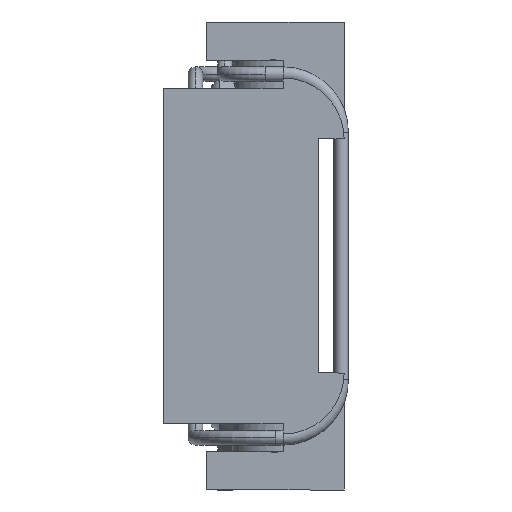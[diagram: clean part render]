
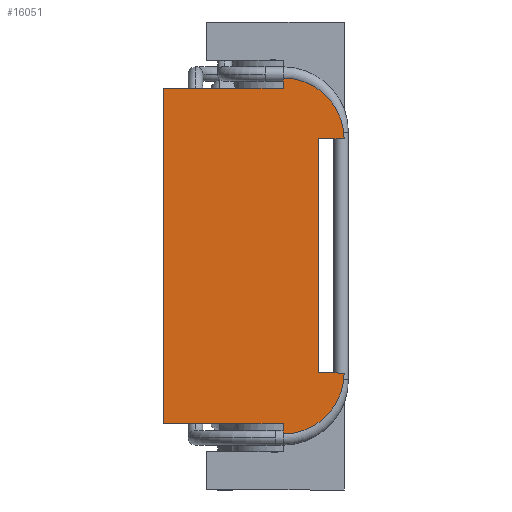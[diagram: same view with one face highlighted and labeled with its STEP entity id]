
A CAD part, left-side view. The second image highlights one B-rep face of the part: STEP entity #16051.
In plain terms, the highlighted planar face has unit normal (-1, 0, 0).
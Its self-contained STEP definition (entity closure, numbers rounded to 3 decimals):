
#96 = LINE ( 'NONE', #97, #14114 ) ;
#97 = CARTESIAN_POINT ( 'NONE',  ( -11.684, 3.048, 8.89 ) ) ;
#98 = DIRECTION ( 'NONE',  ( 0., 0., 1. ) ) ;
#1612 = CARTESIAN_POINT ( 'NONE',  ( -11.684, 3.048, 8.89 ) ) ;
#1618 = CARTESIAN_POINT ( 'NONE',  ( -11.684, 3.048, 8.382 ) ) ;
#1654 = CARTESIAN_POINT ( 'NONE',  ( -11.684, 1.27, -5.842 ) ) ;
#1666 = CARTESIAN_POINT ( 'NONE',  ( -11.684, 0., -5.842 ) ) ;
#1669 = CARTESIAN_POINT ( 'NONE',  ( -11.684, 3.048, -8.89 ) ) ;
#1670 = CARTESIAN_POINT ( 'NONE',  ( -11.684, 3.048, -8.382 ) ) ;
#1716 = CARTESIAN_POINT ( 'NONE',  ( -11.684, 1.27, 5.842 ) ) ;
#1732 = CARTESIAN_POINT ( 'NONE',  ( -11.684, 0., 5.842 ) ) ;
#1734 = CARTESIAN_POINT ( 'NONE',  ( -11.684, 9.017, 8.382 ) ) ;
#1735 = CARTESIAN_POINT ( 'NONE',  ( -11.684, 9.017, -8.382 ) ) ;
#3447 = LINE ( 'NONE', #3448, #13959 ) ;
#3448 = CARTESIAN_POINT ( 'NONE',  ( -11.684, 0., -5.842 ) ) ;
#3449 = DIRECTION ( 'NONE',  ( 0., 1., 0. ) ) ;
#3450 = LINE ( 'NONE', #3451, #13958 ) ;
#3451 = CARTESIAN_POINT ( 'NONE',  ( -11.684, 1.27, 5.842 ) ) ;
#3452 = DIRECTION ( 'NONE',  ( 0., 0., 1. ) ) ;
#3548 = CARTESIAN_POINT ( 'NONE',  ( -11.684, 3.048, 5.842 ) ) ;
#3549 = DIRECTION ( 'NONE',  ( 1., 0., 0. ) ) ;
#3550 = DIRECTION ( 'NONE',  ( 0., 0., -1. ) ) ;
#3869 = EDGE_LOOP ( 'NONE', ( #17232, #17233, #17234, #17231, #17235, #17236, #17237, #17238, #17239, #17240 ) ) ;
#4054 = LINE ( 'NONE', #4055, #13981 ) ;
#4055 = CARTESIAN_POINT ( 'NONE',  ( -11.684, 0., 5.842 ) ) ;
#4056 = DIRECTION ( 'NONE',  ( 0., -1., 0. ) ) ;
#4089 = CARTESIAN_POINT ( 'NONE',  ( -11.684, 3.048, -5.842 ) ) ;
#4093 = DIRECTION ( 'NONE',  ( 1., 0., 0. ) ) ;
#4094 = DIRECTION ( 'NONE',  ( 0., 0., 1. ) ) ;
#4425 = LINE ( 'NONE', #4426, #13979 ) ;
#4426 = CARTESIAN_POINT ( 'NONE',  ( -11.684, 3.048, -8.89 ) ) ;
#4427 = DIRECTION ( 'NONE',  ( 0., 0., 1. ) ) ;
#5264 = VECTOR ( 'NONE', #6205, 1000. ) ;
#5266 = VECTOR ( 'NONE', #6211, 1000. ) ;
#5274 = VECTOR ( 'NONE', #6238, 1000. ) ;
#6203 = LINE ( 'NONE', #6204, #5264 ) ;
#6204 = CARTESIAN_POINT ( 'NONE',  ( -11.684, 9.017, -8.382 ) ) ;
#6205 = DIRECTION ( 'NONE',  ( 0., 0., 1. ) ) ;
#6209 = LINE ( 'NONE', #6210, #5266 ) ;
#6210 = CARTESIAN_POINT ( 'NONE',  ( -11.684, 9.017, -8.382 ) ) ;
#6211 = DIRECTION ( 'NONE',  ( 0., -1., 0. ) ) ;
#6236 = LINE ( 'NONE', #6237, #5274 ) ;
#6237 = CARTESIAN_POINT ( 'NONE',  ( -11.684, 9.017, 8.382 ) ) ;
#6238 = DIRECTION ( 'NONE',  ( 0., -1., 0. ) ) ;
#10291 = PLANE ( 'NONE',  #10456 ) ;
#10292 = CARTESIAN_POINT ( 'NONE',  ( -11.684, 9.017, -8.382 ) ) ;
#10293 = DIRECTION ( 'NONE',  ( 1., 0., 0. ) ) ;
#10294 = DIRECTION ( 'NONE',  ( 0., 0., -1. ) ) ;
#10453 = FACE_OUTER_BOUND ( 'NONE', #3869, .T. ) ;
#10456 = AXIS2_PLACEMENT_3D ( 'NONE', #10292, #10293, #10294 ) ;
#10844 = VERTEX_POINT ( 'NONE', #1612 ) ;
#10850 = VERTEX_POINT ( 'NONE', #1618 ) ;
#10886 = VERTEX_POINT ( 'NONE', #1654 ) ;
#10898 = VERTEX_POINT ( 'NONE', #1666 ) ;
#10901 = VERTEX_POINT ( 'NONE', #1669 ) ;
#10902 = VERTEX_POINT ( 'NONE', #1670 ) ;
#10948 = VERTEX_POINT ( 'NONE', #1716 ) ;
#10964 = VERTEX_POINT ( 'NONE', #1732 ) ;
#10966 = VERTEX_POINT ( 'NONE', #1734 ) ;
#10967 = VERTEX_POINT ( 'NONE', #1735 ) ;
#11521 = EDGE_CURVE ( 'NONE', #10850, #10844, #96, .T. ) ;
#11900 = CIRCLE ( 'NONE', #13952, 3.048 ) ;
#11904 = CIRCLE ( 'NONE', #14004, 3.048 ) ;
#12125 = EDGE_CURVE ( 'NONE', #10898, #10886, #3447, .T. ) ;
#12128 = EDGE_CURVE ( 'NONE', #10886, #10948, #3450, .T. ) ;
#12174 = EDGE_CURVE ( 'NONE', #10844, #10964, #11900, .T. ) ;
#12326 = EDGE_CURVE ( 'NONE', #10948, #10964, #4054, .T. ) ;
#12377 = EDGE_CURVE ( 'NONE', #10898, #10901, #11904, .T. ) ;
#12539 = EDGE_CURVE ( 'NONE', #10901, #10902, #4425, .T. ) ;
#13670 = EDGE_CURVE ( 'NONE', #10967, #10966, #6203, .T. ) ;
#13672 = EDGE_CURVE ( 'NONE', #10967, #10902, #6209, .T. ) ;
#13681 = EDGE_CURVE ( 'NONE', #10966, #10850, #6236, .T. ) ;
#13952 = AXIS2_PLACEMENT_3D ( 'NONE', #3548, #3549, #3550 ) ;
#13958 = VECTOR ( 'NONE', #3452, 1000. ) ;
#13959 = VECTOR ( 'NONE', #3449, 1000. ) ;
#13979 = VECTOR ( 'NONE', #4427, 1000. ) ;
#13981 = VECTOR ( 'NONE', #4056, 1000. ) ;
#14004 = AXIS2_PLACEMENT_3D ( 'NONE', #4089, #4093, #4094 ) ;
#14114 = VECTOR ( 'NONE', #98, 1000. ) ;
#16051 = ADVANCED_FACE ( 'NONE', ( #10453 ), #10291, .F. ) ;
#17231 = ORIENTED_EDGE ( 'NONE', *, *, #12125, .T. ) ;
#17232 = ORIENTED_EDGE ( 'NONE', *, *, #13672, .T. ) ;
#17233 = ORIENTED_EDGE ( 'NONE', *, *, #12539, .F. ) ;
#17234 = ORIENTED_EDGE ( 'NONE', *, *, #12377, .F. ) ;
#17235 = ORIENTED_EDGE ( 'NONE', *, *, #12128, .T. ) ;
#17236 = ORIENTED_EDGE ( 'NONE', *, *, #12326, .T. ) ;
#17237 = ORIENTED_EDGE ( 'NONE', *, *, #12174, .F. ) ;
#17238 = ORIENTED_EDGE ( 'NONE', *, *, #11521, .F. ) ;
#17239 = ORIENTED_EDGE ( 'NONE', *, *, #13681, .F. ) ;
#17240 = ORIENTED_EDGE ( 'NONE', *, *, #13670, .F. ) ;
